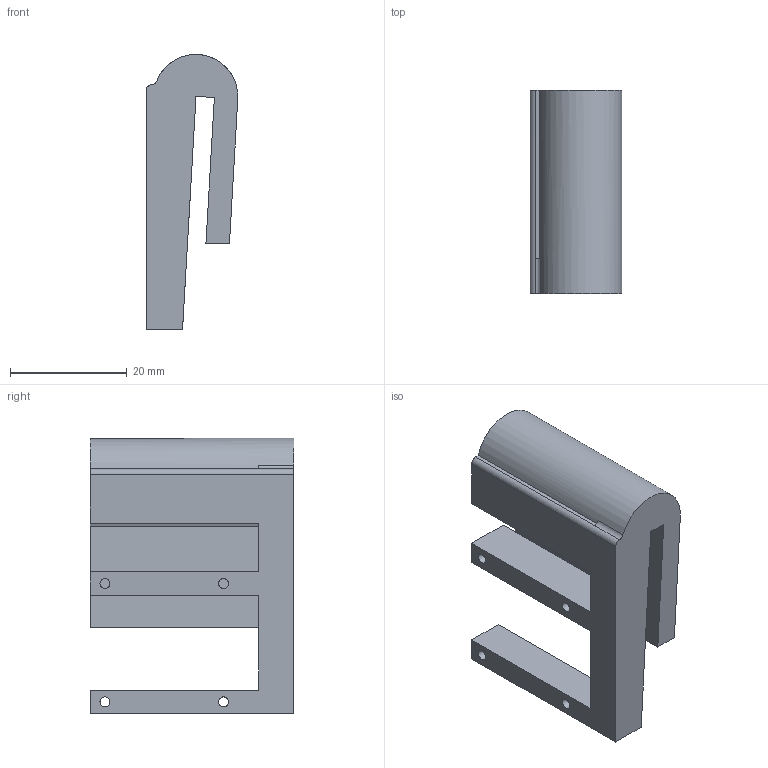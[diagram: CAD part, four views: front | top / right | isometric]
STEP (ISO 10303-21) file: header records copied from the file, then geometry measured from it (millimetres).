
FILE_DESCRIPTION(/* description */ ('Unknown'),/* implementation_level */ '2;1');
FILE_NAME(/* name */ 'BoxTopClipForSDCard_01',/* time_stamp */ '2023-05-23T20:02:49+01:00',/* author */ ('Unknown'),/* organization */ ('Unknown'),/* preprocessor_version */ 'ST-DEVELOPER v18.102',/* originating_system */ 'Solid Edge',/* authorisation */ 'Unknown');
FILE_SCHEMA (('AUTOMOTIVE_DESIGN {1 0 10303 214 3 1 1}'));
Length unit declared in the file: millimetre
Products named in the file (1): BoxTopClipForSDCard_01
Bounding box: 15.68 x 34.82 x 47.1 mm (x, y, z)
Volume: 11541.2 mm3; surface area: 6357 mm2
Topology: 1 solids, 1 shells, 29 faces, 85 edges, 58 vertices
Faces by surface type: plane 22, cylinder 7
Full cylindrical faces by diameter (mm): 1.7 x4
Entity records: 957 total; most frequent: CARTESIAN_POINT 161, ORIENTED_EDGE 154, DIRECTION 153, EDGE_CURVE 77, LINE 61, VECTOR 61, VERTEX_POINT 54, AXIS2_PLACEMENT_3D 46
